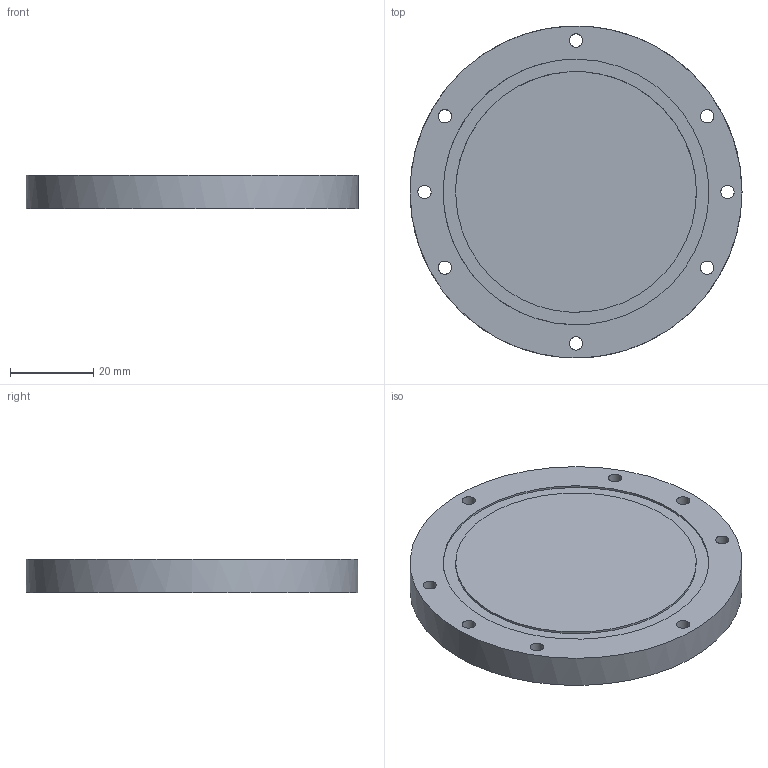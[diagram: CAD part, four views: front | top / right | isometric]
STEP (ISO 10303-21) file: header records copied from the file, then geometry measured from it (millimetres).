
FILE_DESCRIPTION(('FreeCAD Model'),'2;1');
FILE_NAME('Open CASCADE Shape Model','2025-03-10T22:57:48',('Author'),( ''),'Open CASCADE STEP processor 7.8','FreeCAD','Unknown');
FILE_SCHEMA(('AUTOMOTIVE_DESIGN { 1 0 10303 214 1 1 1 1 }'));
Length unit declared in the file: millimetre
Products named in the file (1): UWSC_BODY_CAP_2_2_2
Bounding box: 80 x 79.93 x 8 mm (x, y, z)
Volume: 39418.4 mm3; surface area: 12771.4 mm2
Topology: 1 solids, 1 shells, 15 faces, 53 edges, 42 vertices
Faces by surface type: bspline 15
Entity records: 823 total; most frequent: CARTESIAN_POINT 497, ORIENTED_EDGE 106, EDGE_CURVE 53, VERTEX_POINT 42, FACE_BOUND 33, EDGE_LOOP 33, ADVANCED_FACE 15, B_SPLINE_CURVE_WITH_KNOTS 11
